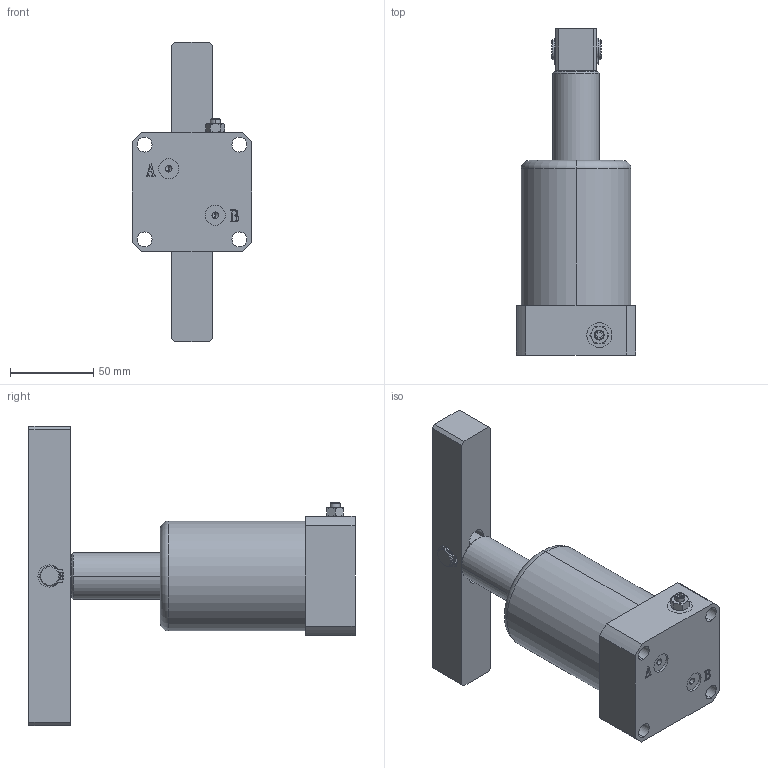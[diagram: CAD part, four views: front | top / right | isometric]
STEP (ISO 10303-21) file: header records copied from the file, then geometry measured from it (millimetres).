
FILE_DESCRIPTION (( 'STEP AP203' ), '1' );
FILE_NAME ('HSL-MF50D-E.STEP', '2020-09-15T03:52:53', ( '微软用户' ), ( '微软中国' ), 'SwSTEP 2.0', 'SolidWorks 2012', '' );
FILE_SCHEMA (( 'CONFIG_CONTROL_DESIGN' ));
Length unit declared in the file: millimetre
Products named in the file (7): HSL-MF50D-E; G1-4覃厒概; external circlip_bsi_BS 3673-4 - S011M; HSL-MF50D蛌褒詰隅弇种; HSL-MF50D蛌褒詰揤旋杻秶; HSL-50D转角缸活塞杆 - E; HSL-MF50S-11-34蛌褒詰掛极
Assembly tree (7 placements, depth 2):
  HSL-MF50D-E
    HSL-MF50S-11-34蛌褒詰掛极
    HSL-50D转角缸活塞杆 - E
    HSL-MF50D蛌褒詰揤旋杻秶
    HSL-MF50D蛌褒詰隅弇种
    external circlip_bsi_BS 3673-4 - S011M  x2
    G1-4覃厒概
Bounding box: 72 x 196 x 180 mm (x, y, z)
Volume: 486592 mm3; surface area: 95280.7 mm2
Topology: 7 solids, 7 shells, 249 faces, 604 edges, 388 vertices
Faces by surface type: plane 105, cylinder 92, cone 30, bspline 16, torus 6
Entity records: 8175 total; most frequent: CARTESIAN_POINT 2097, DIRECTION 1114, ORIENTED_EDGE 1080, EDGE_CURVE 540, AXIS2_PLACEMENT_3D 413, VERTEX_POINT 348, LINE 288, VECTOR 288
